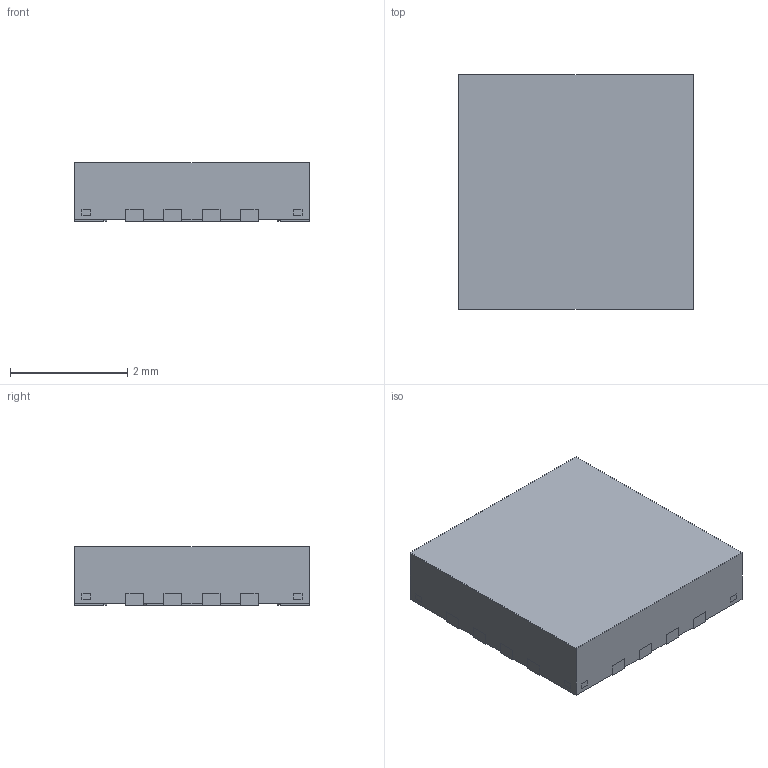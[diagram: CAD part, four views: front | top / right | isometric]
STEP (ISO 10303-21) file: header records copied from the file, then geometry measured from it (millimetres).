
FILE_DESCRIPTION((''),'2;1');
FILE_NAME('RGV0016A_ASM','2019-06-04T10:06:42',('a0412086'),(''),'CREO PARAMETRIC BY PTC INC, 2018020','CREO PARAMETRIC BY PTC INC, 2018020','');
FILE_SCHEMA(('AUTOMOTIVE_DESIGN { 1 0 10303 214 1 1 1 1 }'));
Length unit declared in the file: millimetre
Products named in the file (4): FRAME; BODY; PIN1_AREA; RGV0016A_ASM
Assembly tree (3 placements, depth 2):
  RGV0016A_ASM
    FRAME
    BODY
    PIN1_AREA
Bounding box: 4 x 4 x 1 mm (x, y, z)
Volume: 15.8 mm3; surface area: 74.9 mm2
Topology: 22 solids, 22 shells, 363 faces, 954 edges, 636 vertices
Faces by surface type: plane 235, cylinder 128
Entity records: 14577 total; most frequent: CARTESIAN_POINT 1967, DIRECTION 1950, ORIENTED_EDGE 1908, PRESENTATION_STYLE_ASSIGNMENT 1001, STYLED_ITEM 977, CURVE_STYLE 954, EDGE_CURVE 954, VECTOR 698
